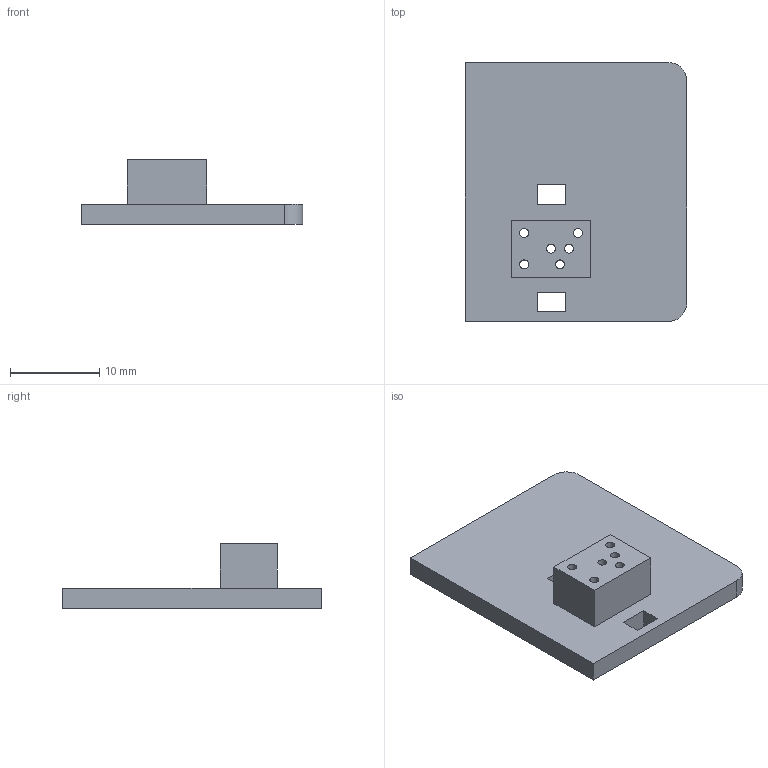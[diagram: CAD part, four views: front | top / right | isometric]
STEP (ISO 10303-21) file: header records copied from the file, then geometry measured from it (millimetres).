
FILE_DESCRIPTION(/* description */ (''),/* implementation_level */ '2;1');
FILE_NAME(/* name */ 'pogo-base.step',/* time_stamp */ '2023-08-19T12:08:42-07:00',/* author */ (''),/* organization */ (''),/* preprocessor_version */ 'ST-DEVELOPER v20',/* originating_system */ 'Autodesk Translation Framework v12.9.0.99',/* authorisation */ '');
FILE_SCHEMA (('AUTOMOTIVE_DESIGN { 1 0 10303 214 3 1 1 }'));
Length unit declared in the file: millimetre
Products named in the file (1): pogo programmer
Bounding box: 24.75 x 28.93 x 7.25 mm (x, y, z)
Volume: 1814.2 mm3; surface area: 2040.6 mm2
Topology: 1 solids, 1 shells, 139 faces, 387 edges, 258 vertices
Faces by surface type: bspline 67, plane 66, cylinder 6
Full cylindrical faces by diameter (mm): 1 x6
Entity records: 5113 total; most frequent: CARTESIAN_POINT 1940, ORIENTED_EDGE 774, DIRECTION 411, EDGE_CURVE 387, VERTEX_POINT 258, LINE 241, VECTOR 241, EDGE_LOOP 163
